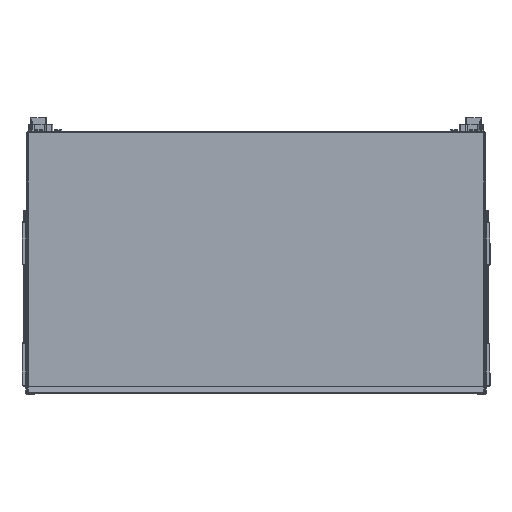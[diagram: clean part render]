
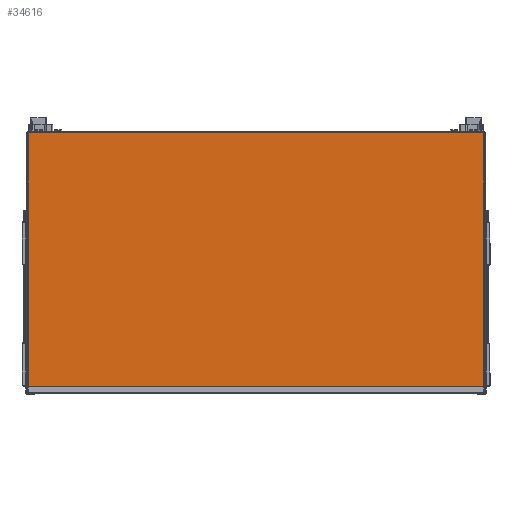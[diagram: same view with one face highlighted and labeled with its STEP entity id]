
A CAD part, top view. The second image highlights one B-rep face of the part: STEP entity #34616.
In plain terms, the highlighted planar face has unit normal (0, 0, 1).
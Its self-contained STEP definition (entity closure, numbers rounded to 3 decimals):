
#898=PLANE('',#36981);
#2439=FACE_OUTER_BOUND('',#4393,.T.);
#4393=EDGE_LOOP('',(#26367,#26368,#26369,#26370,#26371,#26372,#26373,#26374,
#26375,#26376,#26377,#26378,#26379,#26380));
#6110=LINE('',#49419,#10234);
#6132=LINE('',#49466,#10256);
#7266=LINE('',#54262,#11390);
#7269=LINE('',#54268,#11393);
#7270=LINE('',#54271,#11394);
#7272=LINE('',#54275,#11396);
#7276=LINE('',#54287,#11400);
#7277=LINE('',#54289,#11401);
#7278=LINE('',#54291,#11402);
#7279=LINE('',#54292,#11403);
#7280=LINE('',#54294,#11404);
#7281=LINE('',#54295,#11405);
#10234=VECTOR('',#39605,10.);
#10256=VECTOR('',#39637,10.);
#11390=VECTOR('',#41809,10.);
#11393=VECTOR('',#41814,10.);
#11394=VECTOR('',#41817,10.);
#11396=VECTOR('',#41821,10.);
#11400=VECTOR('',#41841,10.);
#11401=VECTOR('',#41844,10.);
#11402=VECTOR('',#41845,10.);
#11403=VECTOR('',#41846,10.);
#11404=VECTOR('',#41847,10.);
#11405=VECTOR('',#41848,10.);
#14295=CIRCLE('',#36443,1.);
#14298=CIRCLE('',#36449,1.);
#15272=VERTEX_POINT('',#49406);
#15273=VERTEX_POINT('',#49407);
#15277=VERTEX_POINT('',#49417);
#15295=VERTEX_POINT('',#49458);
#15296=VERTEX_POINT('',#49459);
#15297=VERTEX_POINT('',#49464);
#16173=VERTEX_POINT('',#54258);
#16174=VERTEX_POINT('',#54260);
#16175=VERTEX_POINT('',#54264);
#16176=VERTEX_POINT('',#54266);
#16177=VERTEX_POINT('',#54270);
#16178=VERTEX_POINT('',#54274);
#16179=VERTEX_POINT('',#54290);
#16180=VERTEX_POINT('',#54293);
#18638=EDGE_CURVE('',#15272,#15273,#14295,.T.);
#18644=EDGE_CURVE('',#15277,#15272,#6110,.T.);
#18664=EDGE_CURVE('',#15295,#15296,#14298,.T.);
#18668=EDGE_CURVE('',#15297,#15295,#6132,.T.);
#19951=EDGE_CURVE('',#16174,#16173,#7266,.T.);
#19954=EDGE_CURVE('',#16176,#16175,#7269,.T.);
#19955=EDGE_CURVE('',#16177,#15296,#7270,.T.);
#19957=EDGE_CURVE('',#15273,#16178,#7272,.T.);
#19965=EDGE_CURVE('',#16178,#15297,#7276,.T.);
#19966=EDGE_CURVE('',#16173,#15277,#7277,.T.);
#19967=EDGE_CURVE('',#16179,#16174,#7278,.T.);
#19968=EDGE_CURVE('',#16179,#16175,#7279,.T.);
#19969=EDGE_CURVE('',#16180,#16176,#7280,.T.);
#19970=EDGE_CURVE('',#16180,#16177,#7281,.T.);
#26367=ORIENTED_EDGE('',*,*,#18638,.F.);
#26368=ORIENTED_EDGE('',*,*,#18644,.F.);
#26369=ORIENTED_EDGE('',*,*,#19966,.F.);
#26370=ORIENTED_EDGE('',*,*,#19951,.F.);
#26371=ORIENTED_EDGE('',*,*,#19967,.F.);
#26372=ORIENTED_EDGE('',*,*,#19968,.T.);
#26373=ORIENTED_EDGE('',*,*,#19954,.F.);
#26374=ORIENTED_EDGE('',*,*,#19969,.F.);
#26375=ORIENTED_EDGE('',*,*,#19970,.T.);
#26376=ORIENTED_EDGE('',*,*,#19955,.T.);
#26377=ORIENTED_EDGE('',*,*,#18664,.F.);
#26378=ORIENTED_EDGE('',*,*,#18668,.F.);
#26379=ORIENTED_EDGE('',*,*,#19965,.F.);
#26380=ORIENTED_EDGE('',*,*,#19957,.F.);
#34616=ADVANCED_FACE('',(#2439),#898,.T.);
#36443=AXIS2_PLACEMENT_3D('',#49408,#39595,#39596);
#36449=AXIS2_PLACEMENT_3D('',#49460,#39630,#39631);
#36981=AXIS2_PLACEMENT_3D('',#54288,#41842,#41843);
#39595=DIRECTION('center_axis',(0.,0.,-1.));
#39596=DIRECTION('ref_axis',(-0.707,0.707,0.));
#39605=DIRECTION('',(0.,1.,0.));
#39630=DIRECTION('center_axis',(0.,0.,-1.));
#39631=DIRECTION('ref_axis',(0.707,0.707,0.));
#39637=DIRECTION('',(1.,0.,0.));
#41809=DIRECTION('',(-1.,0.,0.));
#41814=DIRECTION('',(0.,-1.,0.));
#41817=DIRECTION('',(0.,1.,0.));
#41821=DIRECTION('',(1.,0.,0.));
#41841=DIRECTION('',(1.,0.,0.));
#41842=DIRECTION('center_axis',(0.,0.,1.));
#41843=DIRECTION('ref_axis',(1.,0.,0.));
#41844=DIRECTION('',(0.,1.,0.));
#41845=DIRECTION('',(0.,1.,0.));
#41846=DIRECTION('',(1.,0.,0.));
#41847=DIRECTION('',(-1.,0.,0.));
#41848=DIRECTION('',(0.,1.,0.));
#49406=CARTESIAN_POINT('',(-422.75,483.35,1.25));
#49407=CARTESIAN_POINT('',(-421.75,484.35,1.25));
#49408=CARTESIAN_POINT('Origin',(-421.75,483.35,1.25));
#49417=CARTESIAN_POINT('',(-422.75,471.65,1.25));
#49419=CARTESIAN_POINT('',(-422.75,471.65,1.25));
#49458=CARTESIAN_POINT('',(421.75,484.35,1.25));
#49459=CARTESIAN_POINT('',(422.75,483.35,1.25));
#49460=CARTESIAN_POINT('Origin',(421.75,483.35,1.25));
#49464=CARTESIAN_POINT('',(415.05,484.35,1.25));
#49466=CARTESIAN_POINT('',(415.05,484.35,1.25));
#54258=CARTESIAN_POINT('',(-422.75,13.65,1.25));
#54260=CARTESIAN_POINT('',(-410.05,13.65,1.25));
#54262=CARTESIAN_POINT('',(-410.05,13.65,1.25));
#54264=CARTESIAN_POINT('',(410.05,12.4,1.25));
#54266=CARTESIAN_POINT('',(410.05,13.65,1.25));
#54268=CARTESIAN_POINT('',(410.05,13.65,1.25));
#54270=CARTESIAN_POINT('',(422.75,471.65,1.25));
#54271=CARTESIAN_POINT('',(422.75,131.012,1.25));
#54274=CARTESIAN_POINT('',(-415.05,484.35,1.25));
#54275=CARTESIAN_POINT('',(415.05,484.35,1.25));
#54287=CARTESIAN_POINT('',(415.05,484.35,1.25));
#54288=CARTESIAN_POINT('Origin',(0.,248.375,
1.25));
#54289=CARTESIAN_POINT('',(-422.75,471.65,1.25));
#54290=CARTESIAN_POINT('',(-410.05,12.4,1.25));
#54291=CARTESIAN_POINT('',(-410.05,9.9,1.25));
#54292=CARTESIAN_POINT('',(205.025,12.4,1.25));
#54293=CARTESIAN_POINT('',(422.75,13.65,1.25));
#54294=CARTESIAN_POINT('',(425.25,13.65,1.25));
#54295=CARTESIAN_POINT('',(422.75,131.012,1.25));
